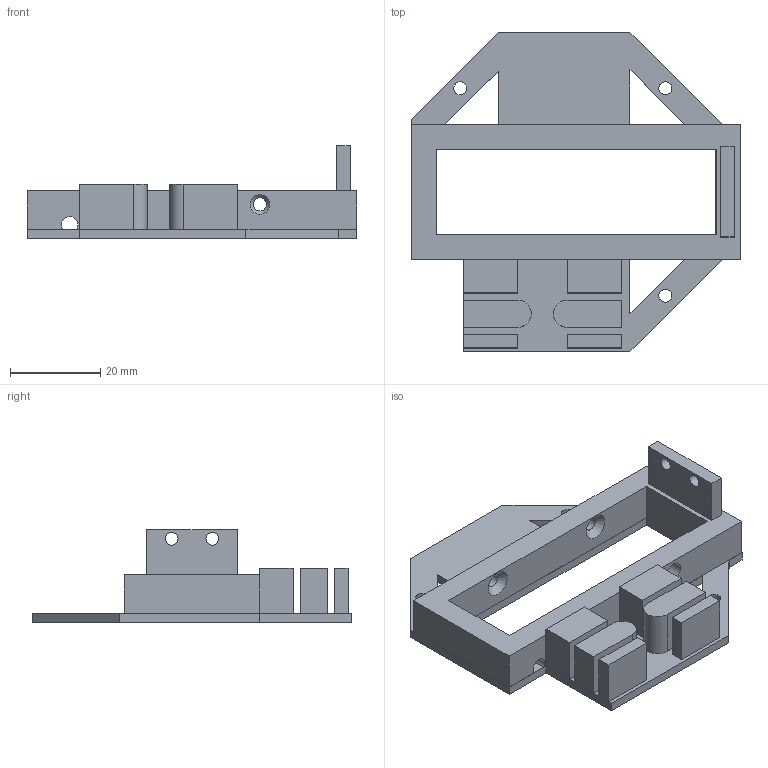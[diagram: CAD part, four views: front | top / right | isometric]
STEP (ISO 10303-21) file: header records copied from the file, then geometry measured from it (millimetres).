
FILE_DESCRIPTION(('FreeCAD Model'),'2;1');
FILE_NAME('X-Axis_Peripheral.step', '2017-04-02T19:10:49',('Author'),(''), 'Open CASCADE STEP processor 6.8','FreeCAD','Unknown');
FILE_SCHEMA(('AUTOMOTIVE_DESIGN_CC2 { 1 2 10303 214 -1 1 5 4 }'));
Length unit declared in the file: millimetre
Products named in the file (4): ASSEMBLY; Pad; Pad002; Pocket006
Assembly tree (3 placements, depth 2):
  ASSEMBLY
    Pad
    Pad002
    Pocket006
Bounding box: 73.04 x 70.78 x 20.5 mm (x, y, z)
Volume: 18563.4 mm3; surface area: 15436 mm2
Topology: 8 solids, 8 shells, 93 faces, 229 edges, 152 vertices
Faces by surface type: plane 76, cylinder 15, cone 2
Full cylindrical faces by diameter (mm): 2.8 x2, 2.9 x6, 4.4 x1
Entity records: 5890 total; most frequent: CARTESIAN_POINT 996, DIRECTION 893, LINE 613, VECTOR 613, ORIENTED_EDGE 458, PCURVE 458, DEFINITIONAL_REPRESENTATION 458, EDGE_CURVE 229
